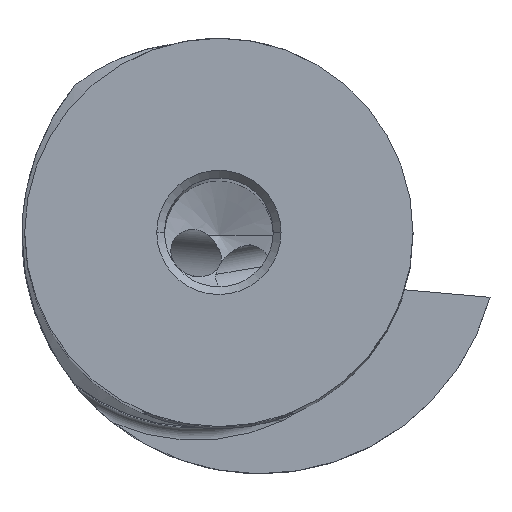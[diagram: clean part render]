
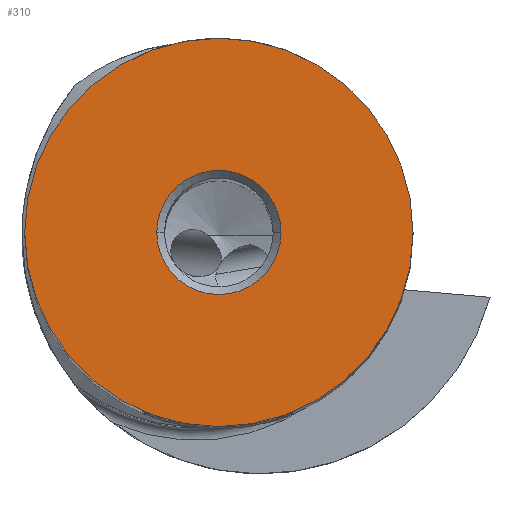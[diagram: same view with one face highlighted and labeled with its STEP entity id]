
A CAD part, top view. The second image highlights one B-rep face of the part: STEP entity #310.
In plain terms, the highlighted planar face has unit normal (0, 0, 1).
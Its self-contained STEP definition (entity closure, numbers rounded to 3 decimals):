
#53=PLANE('',#1345);
#69=FACE_BOUND('',#446,.T.);
#70=FACE_BOUND('',#447,.T.);
#310=ADVANCED_FACE('',(#69,#70),#53,.T.);
#446=EDGE_LOOP('',(#813,#814));
#447=EDGE_LOOP('',(#815,#816));
#506=CIRCLE('',#1340,4.);
#507=CIRCLE('',#1342,12.5);
#508=CIRCLE('',#1343,12.5);
#509=CIRCLE('',#1344,4.);
#813=ORIENTED_EDGE('',*,*,#1155,.F.);
#814=ORIENTED_EDGE('',*,*,#1156,.F.);
#815=ORIENTED_EDGE('',*,*,#1157,.F.);
#816=ORIENTED_EDGE('',*,*,#1154,.F.);
#984=VERTEX_POINT('',#2888);
#985=VERTEX_POINT('',#2890);
#986=VERTEX_POINT('',#2894);
#987=VERTEX_POINT('',#2895);
#1154=EDGE_CURVE('',#985,#984,#506,.T.);
#1155=EDGE_CURVE('',#986,#987,#507,.T.);
#1156=EDGE_CURVE('',#987,#986,#508,.T.);
#1157=EDGE_CURVE('',#984,#985,#509,.T.);
#1340=AXIS2_PLACEMENT_3D('',#2891,#1625,#1626);
#1342=AXIS2_PLACEMENT_3D('',#2893,#1629,#1630);
#1343=AXIS2_PLACEMENT_3D('',#2896,#1631,#1632);
#1344=AXIS2_PLACEMENT_3D('',#2897,#1633,#1634);
#1345=AXIS2_PLACEMENT_3D('',#2898,#1635,#1636);
#1625=DIRECTION('',(0.,0.,1.));
#1626=DIRECTION('',(-1.,0.,0.));
#1629=DIRECTION('',(0.,0.,-1.));
#1630=DIRECTION('',(1.,0.,0.));
#1631=DIRECTION('',(0.,0.,-1.));
#1632=DIRECTION('',(-1.,0.,0.));
#1633=DIRECTION('',(0.,0.,1.));
#1634=DIRECTION('',(1.,0.,0.));
#1635=DIRECTION('',(0.,0.,1.));
#1636=DIRECTION('',(-1.,0.,0.));
#2888=CARTESIAN_POINT('',(4.,0.,0.));
#2890=CARTESIAN_POINT('',(-4.,0.,0.));
#2891=CARTESIAN_POINT('',(0.,0.,0.));
#2893=CARTESIAN_POINT('',(0.,0.,0.));
#2894=CARTESIAN_POINT('',(12.5,0.,0.));
#2895=CARTESIAN_POINT('',(-12.5,0.,0.));
#2896=CARTESIAN_POINT('',(0.,0.,0.));
#2897=CARTESIAN_POINT('',(0.,0.,0.));
#2898=CARTESIAN_POINT('',(0.,0.,0.));
